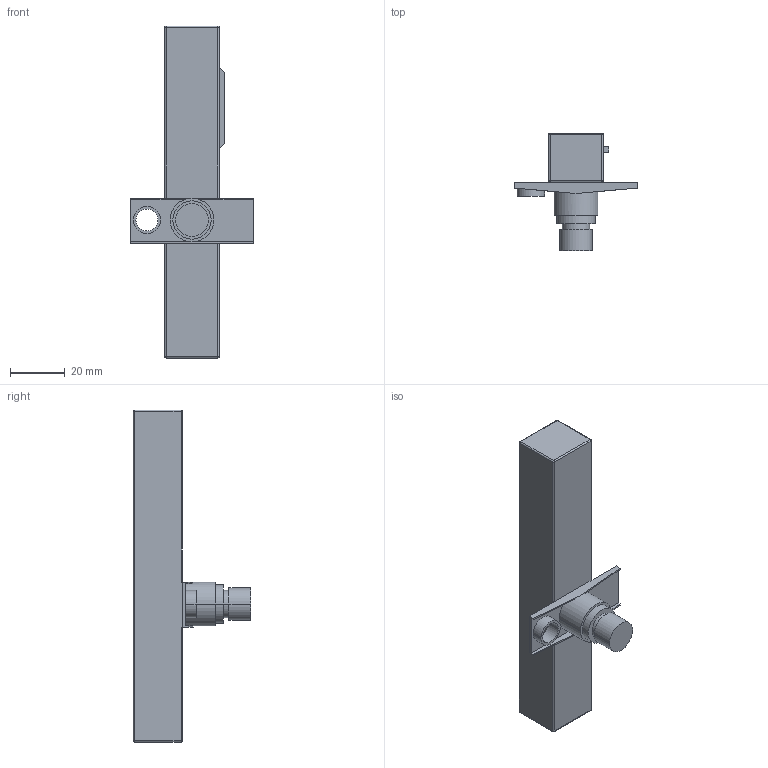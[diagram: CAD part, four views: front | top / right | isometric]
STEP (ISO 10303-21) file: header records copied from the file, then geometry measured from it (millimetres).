
FILE_DESCRIPTION((''),'2;1');
FILE_NAME('F87BA_S002800A','2006-01-03T',('Pepperl+Fuchs'),('Industriehansa'),'PRO/ENGINEER BY PARAMETRIC TECHNOLOGY CORPORATION, 2005290','PRO/ENGINEER BY PARAMETRIC TECHNOLOGY CORPORATION, 2005290','');
FILE_SCHEMA(('AUTOMOTIVE_DESIGN_CC2 { 1 2 10303 214 -1 1 5 2 }'));
Length unit declared in the file: millimetre
Products named in the file (1): F87BA_S002800A
Bounding box: 45 x 43 x 121.5 mm (x, y, z)
Volume: 48226.3 mm3; surface area: 12461.9 mm2
Topology: 1 solids, 1 shells, 66 faces, 253 edges, 200 vertices
Faces by surface type: plane 32, cylinder 26, sphere 8
Entity records: 3536 total; most frequent: DIRECTION 471, CARTESIAN_POINT 417, ORIENTED_EDGE 302, PRESENTATION_STYLE_ASSIGNMENT 285, STYLED_ITEM 279, CURVE_STYLE 266, VECTOR 165, LINE 165
